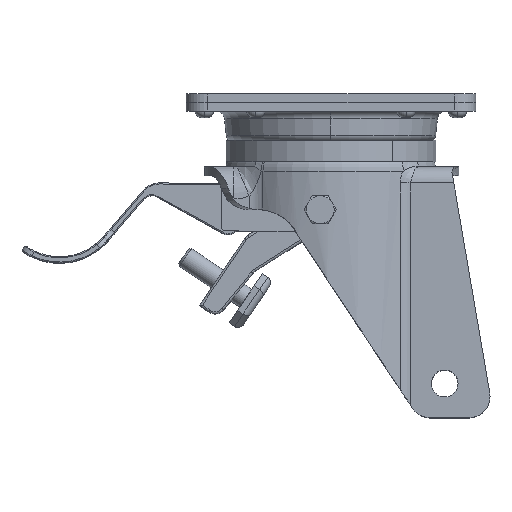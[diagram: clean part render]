
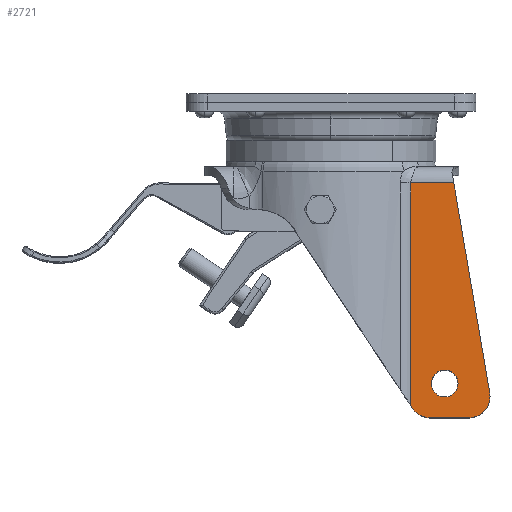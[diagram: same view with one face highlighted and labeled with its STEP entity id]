
A CAD part, top view. The second image highlights one B-rep face of the part: STEP entity #2721.
In plain terms, the highlighted planar face has unit normal (0, 0, 1).
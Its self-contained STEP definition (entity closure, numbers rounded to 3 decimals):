
#95 = CIRCLE ( 'NONE', #12522, 10. ) ;
#174 = CARTESIAN_POINT ( 'NONE',  ( 53., -131., 35. ) ) ;
#244 = FACE_OUTER_BOUND ( 'NONE', #1961, .T. ) ;
#495 = CARTESIAN_POINT ( 'NONE',  ( 0., -30., 35. ) ) ;
#784 = CARTESIAN_POINT ( 'NONE',  ( 37.229, -136.875, 35. ) ) ;
#930 = EDGE_CURVE ( 'NONE', #3381, #23607, #95, .T. ) ;
#1957 = CARTESIAN_POINT ( 'NONE',  ( 56., -30., 35. ) ) ;
#1961 = EDGE_LOOP ( 'NONE', ( #12782, #6839, #16532, #6893, #5085, #2419, #14486 ) ) ;
#2097 = CIRCLE ( 'NONE', #23898, 6.25 ) ;
#2129 = DIRECTION ( 'NONE',  ( 0., 0., 1. ) ) ;
#2419 = ORIENTED_EDGE ( 'NONE', *, *, #930, .T. ) ;
#2721 = ADVANCED_FACE ( 'NONE', ( #14320, #244 ), #18198, .F. ) ;
#3337 = EDGE_CURVE ( 'NONE', #6624, #14972, #20925, .T. ) ;
#3381 = VERTEX_POINT ( 'NONE', #19770 ) ;
#3561 = DIRECTION ( 'NONE',  ( 0., -1., 0. ) ) ;
#3856 = EDGE_CURVE ( 'NONE', #10912, #20961, #2097, .T. ) ;
#4125 = EDGE_CURVE ( 'NONE', #23607, #22989, #5970, .T. ) ;
#4701 = VECTOR ( 'NONE', #13678, 1000. ) ;
#5085 = ORIENTED_EDGE ( 'NONE', *, *, #21817, .T. ) ;
#5370 = CARTESIAN_POINT ( 'NONE',  ( 35.004, -37.5, 35. ) ) ;
#5912 = DIRECTION ( 'NONE',  ( 0., 1., 0. ) ) ;
#5970 = LINE ( 'NONE', #1957, #16492 ) ;
#6030 = CIRCLE ( 'NONE', #9317, 6.25 ) ;
#6146 = CARTESIAN_POINT ( 'NONE',  ( 53., -131., 35. ) ) ;
#6624 = VERTEX_POINT ( 'NONE', #12004 ) ;
#6741 = CARTESIAN_POINT ( 'NONE',  ( 38.034, -142.523, 35. ) ) ;
#6839 = ORIENTED_EDGE ( 'NONE', *, *, #13296, .T. ) ;
#6893 = ORIENTED_EDGE ( 'NONE', *, *, #16131, .T. ) ;
#7708 = CARTESIAN_POINT ( 'NONE',  ( 46.371, -137., 35. ) ) ;
#7810 = VERTEX_POINT ( 'NONE', #21587 ) ;
#8063 = DIRECTION ( 'NONE',  ( 0., 0., 1. ) ) ;
#8810 = VECTOR ( 'NONE', #15421, 1000. ) ;
#9198 = ORIENTED_EDGE ( 'NONE', *, *, #3856, .F. ) ;
#9282 = EDGE_LOOP ( 'NONE', ( #9198, #22609 ) ) ;
#9317 = AXIS2_PLACEMENT_3D ( 'NONE', #174, #8063, #3561 ) ;
#9496 = CARTESIAN_POINT ( 'NONE',  ( 64.146, -137., 35. ) ) ;
#10761 = EDGE_CURVE ( 'NONE', #22989, #7810, #23517, .T. ) ;
#10825 = VECTOR ( 'NONE', #10861, 1000. ) ;
#10861 = DIRECTION ( 'NONE',  ( 0., -1., 0. ) ) ;
#10912 = VERTEX_POINT ( 'NONE', #24024 ) ;
#11393 = DIRECTION ( 'NONE',  ( 0.552, -0.834, 0. ) ) ;
#11550 = CARTESIAN_POINT ( 'NONE',  ( 46.371, -147., 35. ) ) ;
#11584 = CARTESIAN_POINT ( 'NONE',  ( 74.003, -135.315, 35. ) ) ;
#12004 = CARTESIAN_POINT ( 'NONE',  ( 37.229, -141.308, 35. ) ) ;
#12061 = CARTESIAN_POINT ( 'NONE',  ( 57.282, -37.5, 35. ) ) ;
#12522 = AXIS2_PLACEMENT_3D ( 'NONE', #9496, #2129, #17352 ) ;
#12782 = ORIENTED_EDGE ( 'NONE', *, *, #10761, .T. ) ;
#13284 = LINE ( 'NONE', #21128, #4701 ) ;
#13296 = EDGE_CURVE ( 'NONE', #7810, #6624, #18982, .T. ) ;
#13678 = DIRECTION ( 'NONE',  ( 1., 0., 0. ) ) ;
#14320 = FACE_BOUND ( 'NONE', #9282, .T. ) ;
#14486 = ORIENTED_EDGE ( 'NONE', *, *, #4125, .T. ) ;
#14972 = VERTEX_POINT ( 'NONE', #6741 ) ;
#15421 = DIRECTION ( 'NONE',  ( -1., 0., 0. ) ) ;
#16131 = EDGE_CURVE ( 'NONE', #14972, #16293, #17056, .T. ) ;
#16255 = DIRECTION ( 'NONE',  ( 0., 0., -1. ) ) ;
#16293 = VERTEX_POINT ( 'NONE', #11550 ) ;
#16492 = VECTOR ( 'NONE', #23337, 1000. ) ;
#16532 = ORIENTED_EDGE ( 'NONE', *, *, #3337, .T. ) ;
#16904 = CARTESIAN_POINT ( 'NONE',  ( -25.373, -46.809, 35. ) ) ;
#17056 = CIRCLE ( 'NONE', #25338, 10. ) ;
#17216 = EDGE_CURVE ( 'NONE', #20961, #10912, #6030, .T. ) ;
#17352 = DIRECTION ( 'NONE',  ( 0., 1., 0. ) ) ;
#18198 = PLANE ( 'NONE',  #23882 ) ;
#18982 = LINE ( 'NONE', #784, #10825 ) ;
#19770 = CARTESIAN_POINT ( 'NONE',  ( 64.146, -147., 35. ) ) ;
#19829 = DIRECTION ( 'NONE',  ( 0., 0., 1. ) ) ;
#20925 = LINE ( 'NONE', #16904, #23451 ) ;
#20961 = VERTEX_POINT ( 'NONE', #21000 ) ;
#21000 = CARTESIAN_POINT ( 'NONE',  ( 53., -124.75, 35. ) ) ;
#21128 = CARTESIAN_POINT ( 'NONE',  ( 76., -147., 35. ) ) ;
#21587 = CARTESIAN_POINT ( 'NONE',  ( 37.229, -37.5, 35. ) ) ;
#21756 = DIRECTION ( 'NONE',  ( 0., 0., 1. ) ) ;
#21817 = EDGE_CURVE ( 'NONE', #16293, #3381, #13284, .T. ) ;
#22198 = DIRECTION ( 'NONE',  ( 0., 1., 0. ) ) ;
#22609 = ORIENTED_EDGE ( 'NONE', *, *, #17216, .F. ) ;
#22989 = VERTEX_POINT ( 'NONE', #12061 ) ;
#23337 = DIRECTION ( 'NONE',  ( -0.168, 0.986, 0. ) ) ;
#23451 = VECTOR ( 'NONE', #11393, 1000. ) ;
#23517 = LINE ( 'NONE', #5370, #8810 ) ;
#23607 = VERTEX_POINT ( 'NONE', #11584 ) ;
#23882 = AXIS2_PLACEMENT_3D ( 'NONE', #495, #16255, #22198 ) ;
#23898 = AXIS2_PLACEMENT_3D ( 'NONE', #6146, #19829, #24046 ) ;
#24024 = CARTESIAN_POINT ( 'NONE',  ( 53., -137.25, 35. ) ) ;
#24046 = DIRECTION ( 'NONE',  ( 0., -1., 0. ) ) ;
#25338 = AXIS2_PLACEMENT_3D ( 'NONE', #7708, #21756, #5912 ) ;
